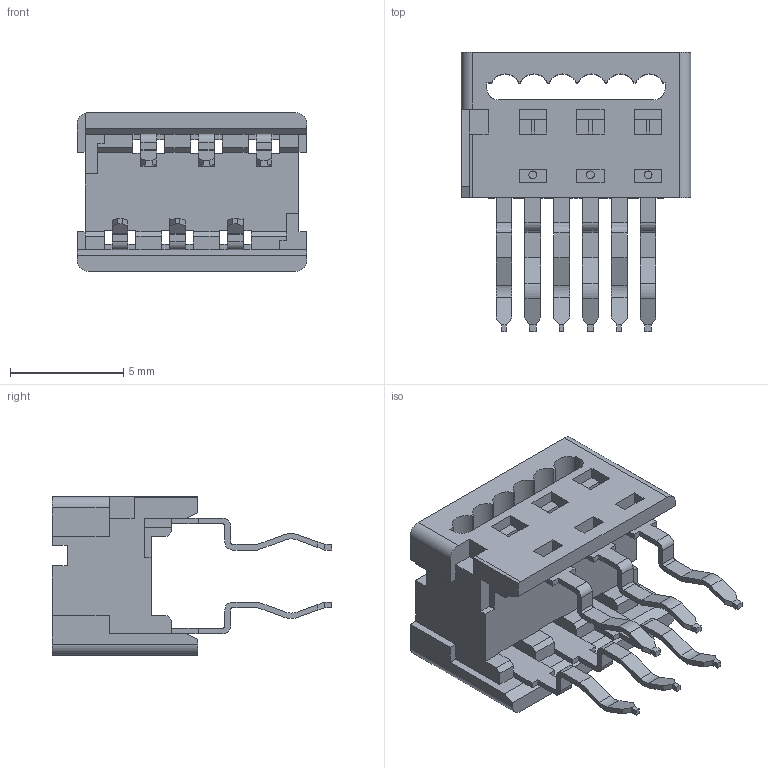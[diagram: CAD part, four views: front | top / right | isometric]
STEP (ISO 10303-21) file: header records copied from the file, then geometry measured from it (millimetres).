
FILE_DESCRIPTION((''),'2;1');
FILE_NAME('915771306','2008-03-17T',('PNB'),(''),'PRO/ENGINEER BY PARAMETRIC TECHNOLOGY CORPORATION, 2003451','PRO/ENGINEER BY PARAMETRIC TECHNOLOGY CORPORATION, 2003451','');
FILE_SCHEMA(('CONFIG_CONTROL_DESIGN'));
Length unit declared in the file: millimetre
Products named in the file (1): 915771306
Bounding box: 10.13 x 12.3 x 7 mm (x, y, z)
Volume: 257.4 mm3; surface area: 707.5 mm2
Topology: 1 solids, 1 shells, 456 faces, 1320 edges, 874 vertices
Faces by surface type: plane 376, cylinder 80
Entity records: 14867 total; most frequent: CARTESIAN_POINT 2627, ORIENTED_EDGE 2604, DIRECTION 2420, EDGE_CURVE 1302, VECTOR 1134, LINE 1134, VERTEX_POINT 850, AXIS2_PLACEMENT_3D 643
